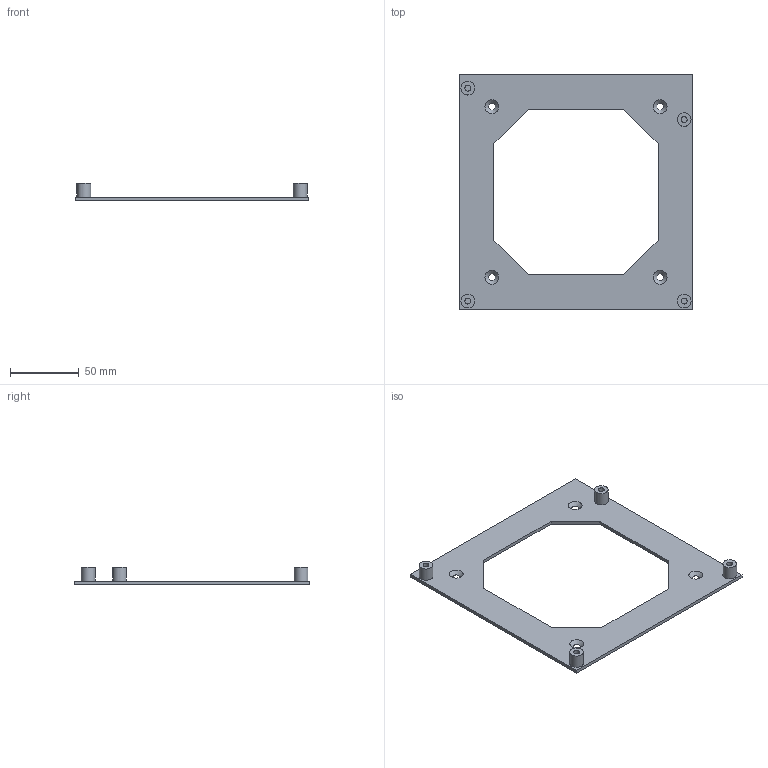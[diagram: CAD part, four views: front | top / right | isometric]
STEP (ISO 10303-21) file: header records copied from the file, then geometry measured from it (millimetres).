
FILE_DESCRIPTION(/* description */ ('STEP AP242','CAx-IF Rec.Pracs.---Representation and Presentation of Product Manufacturing Information (PMI)---4.0---2014-10-13','CAx-IF Rec.Pracs.---3D Tessellated Geometry---0.4---2014-09-14','2;1','CAx-IF Rec.Pracs.---User Defined Attributes---1.5---2016-08-15'),/* implementation_level */ '2;1');
FILE_NAME(/* name */ '6915f0acb8158ff055395a8b',/* time_stamp */ '2025-11-13T14:52:28Z',/* author */ (''),/* organization */ (''),/* preprocessor_version */ 'ST-DEVELOPER v20',/* originating_system */ 'ONSHAPE BY PTC INC, 1.206',/* authorisation */ ' ');
FILE_SCHEMA (('AP242_MANAGED_MODEL_BASED_3D_ENGINEERING_MIM_LF { 1 0 10303 442 1 1 4 }'));
Length unit declared in the file: metre
Products named in the file (1): Part 1
Bounding box: 170.18 x 171.45 x 12.5 mm (x, y, z)
Volume: 42163 mm3; surface area: 36547.7 mm2
Topology: 1 solids, 1 shells, 34 faces, 76 edges, 52 vertices
Faces by surface type: plane 22, cylinder 8, cone 4
Full cylindrical faces by diameter (mm): 4.3 x4, 10 x4
Entity records: 902 total; most frequent: DIRECTION 154, CARTESIAN_POINT 143, ORIENTED_EDGE 120, EDGE_LOOP 64, FACE_BOUND 64, EDGE_CURVE 60, AXIS2_PLACEMENT_3D 59, VERTEX_POINT 48
